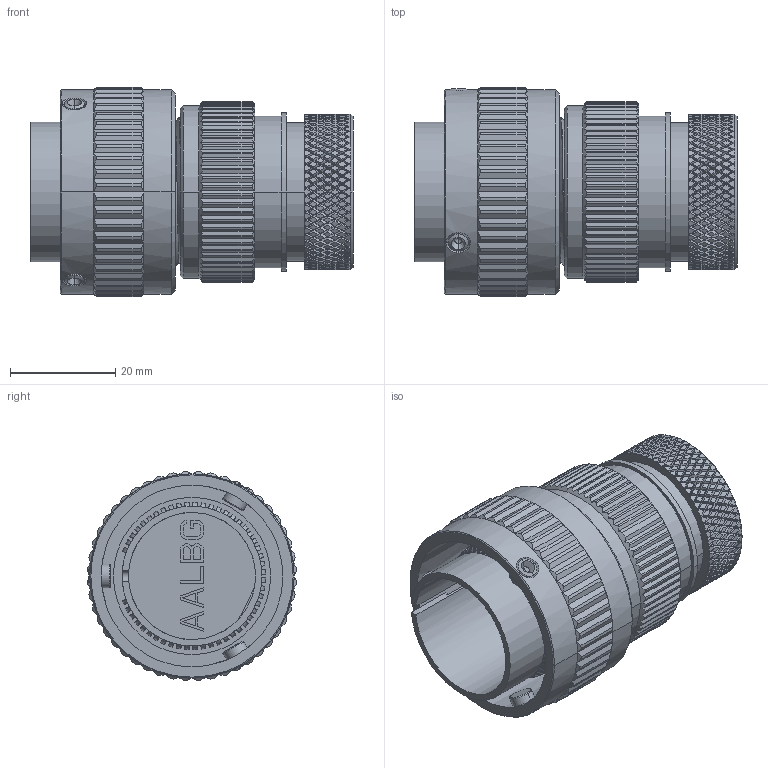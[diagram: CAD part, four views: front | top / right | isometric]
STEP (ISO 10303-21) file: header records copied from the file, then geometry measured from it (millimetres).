
FILE_DESCRIPTION((''),'2;1');
FILE_NAME('VG95234T-20_SW0001','2023-03-20T14:21:09',('paultorloting'),('NET AG system integration'),'CREO PARAMETRIC BY PTC INC, 2021404','CREO PARAMETRIC BY PTC INC, 2021404','');
FILE_SCHEMA(('AUTOMOTIVE_DESIGN { 1 0 10303 214 1 1 1 1 }'));
Products named in the file (1): VG95234T-20_SW0001
Bounding box: 61.2 x 39.75 x 39.75 mm (x, y, z)
Volume: 39236.9 mm3; surface area: 16748.4 mm2
Topology: 1 solids, 1 shells, 4222 faces, 9916 edges, 5627 vertices
Faces by surface type: plane 2654, bspline 712, cylinder 706, cone 144, torus 6
Entity records: 161373 total; most frequent: CARTESIAN_POINT 53765, ORIENTED_EDGE 19820, DIRECTION 13216, EDGE_CURVE 9910, VERTEX_POINT 5627, VECTOR 4957, LINE 4957, EDGE_LOOP 4359
